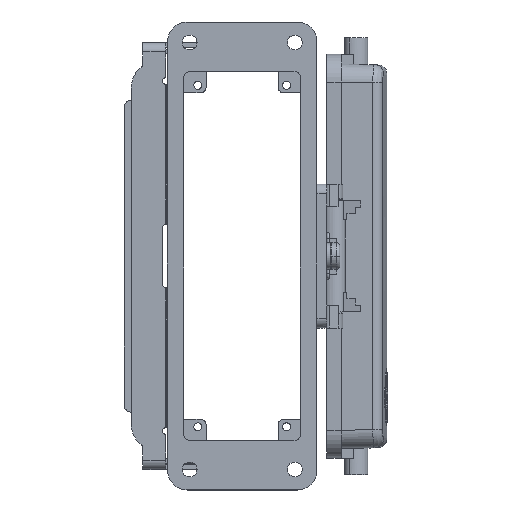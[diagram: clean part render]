
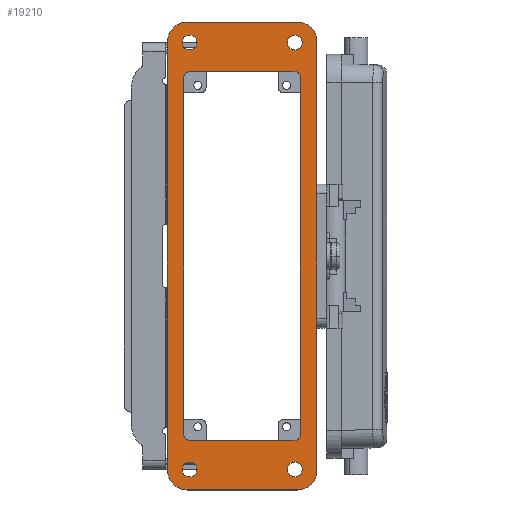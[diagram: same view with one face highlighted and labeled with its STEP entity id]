
A CAD part, top view. The second image highlights one B-rep face of the part: STEP entity #19210.
In plain terms, the highlighted face is planar.
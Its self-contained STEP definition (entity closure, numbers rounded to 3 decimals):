
#940=CARTESIAN_POINT('',(54.25,17.75,-20.));
#950=VERTEX_POINT('',#940);
#1110=CARTESIAN_POINT('',(56.25,15.75,-20.));
#1120=VERTEX_POINT('',#1110);
#1150=CARTESIAN_POINT('',(54.25,15.75,-20.));
#1160=DIRECTION('',(0.,0.,1.));
#1170=DIRECTION('',(1.,0.,0.));
#1180=AXIS2_PLACEMENT_3D('',#1150,#1160,#1170);
#1190=CIRCLE('',#1180,2.);
#1200=EDGE_CURVE('',#1120,#950,#1190,.T.);
#1780=CARTESIAN_POINT('',(-67.25,16.,-20.));
#1790=VERTEX_POINT('',#1780);
#1950=CARTESIAN_POINT('',(-62.75,16.,-20.));
#1960=VERTEX_POINT('',#1950);
#1990=CARTESIAN_POINT('',(-65.,16.,-20.));
#2000=DIRECTION('',(0.,0.,1.));
#2010=DIRECTION('',(-1.,0.,0.));
#2020=AXIS2_PLACEMENT_3D('',#1990,#2000,#2010);
#2030=CIRCLE('',#2020,2.25);
#2040=EDGE_CURVE('',#1960,#1790,#2030,.T.);
#2200=CARTESIAN_POINT('',(-67.25,-16.,-20.));
#2210=VERTEX_POINT('',#2200);
#2240=CARTESIAN_POINT('',(-65.,-16.,-20.));
#2250=DIRECTION('',(0.,0.,1.));
#2260=DIRECTION('',(-1.,0.,0.));
#2270=AXIS2_PLACEMENT_3D('',#2240,#2250,#2260);
#2280=CIRCLE('',#2270,2.25);
#2290=CARTESIAN_POINT('',(-62.75,-16.,-20.));
#2300=VERTEX_POINT('',#2290);
#2310=EDGE_CURVE('',#2210,#2300,#2280,.T.);
#2620=CARTESIAN_POINT('',(67.25,16.,-20.));
#2630=VERTEX_POINT('',#2620);
#2790=CARTESIAN_POINT('',(62.75,16.,-20.));
#2800=VERTEX_POINT('',#2790);
#2830=CARTESIAN_POINT('',(65.,16.,-20.));
#2840=DIRECTION('',(0.,0.,1.));
#2850=DIRECTION('',(-1.,0.,0.));
#2860=AXIS2_PLACEMENT_3D('',#2830,#2840,#2850);
#2870=CIRCLE('',#2860,2.25);
#2880=EDGE_CURVE('',#2800,#2630,#2870,.T.);
#3040=CARTESIAN_POINT('',(67.25,-16.,-20.));
#3050=VERTEX_POINT('',#3040);
#3210=CARTESIAN_POINT('',(62.75,-16.,-20.));
#3220=VERTEX_POINT('',#3210);
#3250=CARTESIAN_POINT('',(65.,-16.,-20.));
#3260=DIRECTION('',(0.,0.,1.));
#3270=DIRECTION('',(-1.,0.,0.));
#3280=AXIS2_PLACEMENT_3D('',#3250,#3260,#3270);
#3290=CIRCLE('',#3280,2.25);
#3300=EDGE_CURVE('',#3220,#3050,#3290,.T.);
#13390=CARTESIAN_POINT('',(-65.25,22.75,-20.));
#13400=VERTEX_POINT('',#13390);
#13560=CARTESIAN_POINT('',(-71.25,16.75,-20.));
#13570=VERTEX_POINT('',#13560);
#13600=CARTESIAN_POINT('',(-65.25,16.75,-20.));
#13610=DIRECTION('',(0.,0.,1.));
#13620=DIRECTION('',(0.,1.,0.));
#13630=AXIS2_PLACEMENT_3D('',#13600,#13610,#13620);
#13640=CIRCLE('',#13630,6.);
#13650=EDGE_CURVE('',#13400,#13570,#13640,.T.);
#16690=CARTESIAN_POINT('',(-71.25,-16.75,-20.));
#16700=VERTEX_POINT('',#16690);
#16730=CARTESIAN_POINT('',(-71.25,16.75,-20.));
#16740=DIRECTION('',(0.,-1.,0.));
#16750=VECTOR('',#16740,33.5);
#16760=LINE('',#16730,#16750);
#16770=EDGE_CURVE('',#13570,#16700,#16760,.T.);
#17330=CARTESIAN_POINT('',(-65.25,-22.75,-20.));
#17340=VERTEX_POINT('',#17330);
#17370=CARTESIAN_POINT('',(-65.25,-16.75,-20.));
#17380=DIRECTION('',(0.,0.,1.));
#17390=DIRECTION('',(-1.,0.,0.));
#17400=AXIS2_PLACEMENT_3D('',#17370,#17380,#17390);
#17410=CIRCLE('',#17400,6.);
#17420=EDGE_CURVE('',#16700,#17340,#17410,.T.);
#17560=CARTESIAN_POINT('',(-54.25,-17.75,-20.));
#17570=VERTEX_POINT('',#17560);
#17650=CARTESIAN_POINT('',(-56.25,-15.75,-20.));
#17660=VERTEX_POINT('',#17650);
#17690=CARTESIAN_POINT('',(-54.25,-15.75,-20.));
#17700=DIRECTION('',(0.,0.,1.));
#17710=DIRECTION('',(-1.,0.,0.));
#17720=AXIS2_PLACEMENT_3D('',#17690,#17700,#17710);
#17730=CIRCLE('',#17720,2.);
#17740=EDGE_CURVE('',#17660,#17570,#17730,.T.);
#18010=CARTESIAN_POINT('',(0.,0.,-20.));
#18020=DIRECTION('',(0.,0.,1.));
#18030=DIRECTION('',(1.,0.,0.));
#18040=AXIS2_PLACEMENT_3D('',#18010,#18020,#18030);
#18050=PLANE('',#18040);
#18060=ORIENTED_EDGE('',*,*,#17420,.F.);
#18070=CARTESIAN_POINT('',(-65.25,-22.75,-20.));
#18080=DIRECTION('',(1.,0.,0.));
#18090=VECTOR('',#18080,130.5);
#18100=LINE('',#18070,#18090);
#18110=CARTESIAN_POINT('',(65.25,-22.75,-20.));
#18120=VERTEX_POINT('',#18110);
#18130=EDGE_CURVE('',#17340,#18120,#18100,.T.);
#18140=ORIENTED_EDGE('',*,*,#18130,.F.);
#18150=CARTESIAN_POINT('',(65.25,-16.75,-20.));
#18160=DIRECTION('',(0.,0.,1.));
#18170=DIRECTION('',(0.,-1.,0.));
#18180=AXIS2_PLACEMENT_3D('',#18150,#18160,#18170);
#18190=CIRCLE('',#18180,6.);
#18200=CARTESIAN_POINT('',(71.25,-16.75,-20.));
#18210=VERTEX_POINT('',#18200);
#18220=EDGE_CURVE('',#18120,#18210,#18190,.T.);
#18230=ORIENTED_EDGE('',*,*,#18220,.F.);
#18240=CARTESIAN_POINT('',(71.25,-16.75,-20.));
#18250=DIRECTION('',(0.,1.,0.));
#18260=VECTOR('',#18250,33.5);
#18270=LINE('',#18240,#18260);
#18280=CARTESIAN_POINT('',(71.25,16.75,-20.));
#18290=VERTEX_POINT('',#18280);
#18300=EDGE_CURVE('',#18210,#18290,#18270,.T.);
#18310=ORIENTED_EDGE('',*,*,#18300,.F.);
#18320=CARTESIAN_POINT('',(65.25,16.75,-20.));
#18330=DIRECTION('',(0.,0.,1.));
#18340=DIRECTION('',(1.,0.,0.));
#18350=AXIS2_PLACEMENT_3D('',#18320,#18330,#18340);
#18360=CIRCLE('',#18350,6.);
#18370=CARTESIAN_POINT('',(65.25,22.75,-20.));
#18380=VERTEX_POINT('',#18370);
#18390=EDGE_CURVE('',#18290,#18380,#18360,.T.);
#18400=ORIENTED_EDGE('',*,*,#18390,.F.);
#18410=CARTESIAN_POINT('',(65.25,22.75,-20.));
#18420=DIRECTION('',(-1.,0.,0.));
#18430=VECTOR('',#18420,130.5);
#18440=LINE('',#18410,#18430);
#18450=EDGE_CURVE('',#18380,#13400,#18440,.T.);
#18460=ORIENTED_EDGE('',*,*,#18450,.F.);
#18470=ORIENTED_EDGE('',*,*,#13650,.F.);
#18480=ORIENTED_EDGE('',*,*,#16770,.F.);
#18490=EDGE_LOOP('',(#18480,#18470,#18460,#18400,#18310,#18230,#18140,
#18060));
#18500=FACE_OUTER_BOUND('',#18490,.T.);
#18510=CARTESIAN_POINT('',(-54.25,15.75,-20.));
#18520=DIRECTION('',(0.,0.,1.));
#18530=DIRECTION('',(0.,1.,0.));
#18540=AXIS2_PLACEMENT_3D('',#18510,#18520,#18530);
#18550=CIRCLE('',#18540,2.);
#18560=CARTESIAN_POINT('',(-54.25,17.75,-20.));
#18570=VERTEX_POINT('',#18560);
#18580=CARTESIAN_POINT('',(-56.25,15.75,-20.));
#18590=VERTEX_POINT('',#18580);
#18600=EDGE_CURVE('',#18570,#18590,#18550,.T.);
#18610=ORIENTED_EDGE('',*,*,#18600,.T.);
#18620=CARTESIAN_POINT('',(54.25,17.75,-20.));
#18630=DIRECTION('',(-1.,0.,0.));
#18640=VECTOR('',#18630,108.5);
#18650=LINE('',#18620,#18640);
#18660=EDGE_CURVE('',#950,#18570,#18650,.T.);
#18670=ORIENTED_EDGE('',*,*,#18660,.T.);
#18680=ORIENTED_EDGE('',*,*,#1200,.T.);
#18690=CARTESIAN_POINT('',(56.25,-15.75,-20.));
#18700=DIRECTION('',(0.,1.,0.));
#18710=VECTOR('',#18700,31.5);
#18720=LINE('',#18690,#18710);
#18730=CARTESIAN_POINT('',(56.25,-15.75,-20.));
#18740=VERTEX_POINT('',#18730);
#18750=EDGE_CURVE('',#18740,#1120,#18720,.T.);
#18760=ORIENTED_EDGE('',*,*,#18750,.T.);
#18770=CARTESIAN_POINT('',(54.25,-15.75,-20.));
#18780=DIRECTION('',(0.,0.,1.));
#18790=DIRECTION('',(0.,-1.,0.));
#18800=AXIS2_PLACEMENT_3D('',#18770,#18780,#18790);
#18810=CIRCLE('',#18800,2.);
#18820=CARTESIAN_POINT('',(54.25,-17.75,-20.));
#18830=VERTEX_POINT('',#18820);
#18840=EDGE_CURVE('',#18830,#18740,#18810,.T.);
#18850=ORIENTED_EDGE('',*,*,#18840,.T.);
#18860=CARTESIAN_POINT('',(-54.25,-17.75,-20.));
#18870=DIRECTION('',(1.,0.,0.));
#18880=VECTOR('',#18870,108.5);
#18890=LINE('',#18860,#18880);
#18900=EDGE_CURVE('',#17570,#18830,#18890,.T.);
#18910=ORIENTED_EDGE('',*,*,#18900,.T.);
#18920=ORIENTED_EDGE('',*,*,#17740,.T.);
#18930=CARTESIAN_POINT('',(-56.25,15.75,-20.));
#18940=DIRECTION('',(0.,-1.,0.));
#18950=VECTOR('',#18940,31.5);
#18960=LINE('',#18930,#18950);
#18970=EDGE_CURVE('',#18590,#17660,#18960,.T.);
#18980=ORIENTED_EDGE('',*,*,#18970,.T.);
#18990=EDGE_LOOP('',(#18980,#18920,#18910,#18850,#18760,#18680,#18670,
#18610));
#19000=FACE_BOUND('',#18990,.T.);
#19010=EDGE_CURVE('',#3050,#3220,#3290,.T.);
#19020=ORIENTED_EDGE('',*,*,#19010,.T.);
#19030=ORIENTED_EDGE('',*,*,#3300,.T.);
#19040=EDGE_LOOP('',(#19030,#19020));
#19050=FACE_BOUND('',#19040,.T.);
#19060=EDGE_CURVE('',#2630,#2800,#2870,.T.);
#19070=ORIENTED_EDGE('',*,*,#19060,.T.);
#19080=ORIENTED_EDGE('',*,*,#2880,.T.);
#19090=EDGE_LOOP('',(#19080,#19070));
#19100=FACE_BOUND('',#19090,.T.);
#19110=ORIENTED_EDGE('',*,*,#2310,.T.);
#19120=EDGE_CURVE('',#2300,#2210,#2280,.T.);
#19130=ORIENTED_EDGE('',*,*,#19120,.T.);
#19140=EDGE_LOOP('',(#19130,#19110));
#19150=FACE_BOUND('',#19140,.T.);
#19160=EDGE_CURVE('',#1790,#1960,#2030,.T.);
#19170=ORIENTED_EDGE('',*,*,#19160,.T.);
#19180=ORIENTED_EDGE('',*,*,#2040,.T.);
#19190=EDGE_LOOP('',(#19180,#19170));
#19200=FACE_BOUND('',#19190,.T.);
#19210=ADVANCED_FACE('',(#18500,#19000,#19050,#19100,#19150,#19200),
#18050,.F.);
